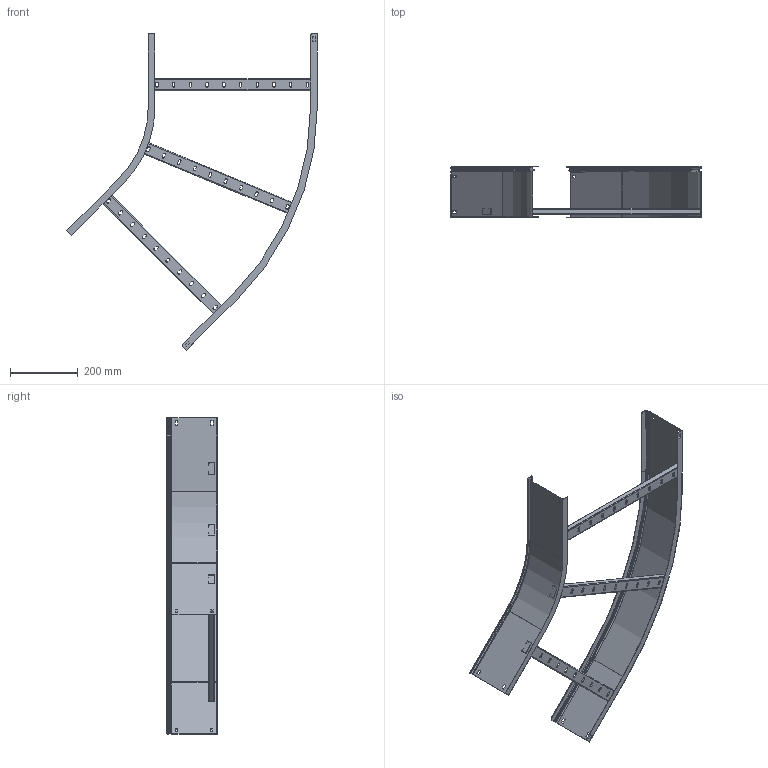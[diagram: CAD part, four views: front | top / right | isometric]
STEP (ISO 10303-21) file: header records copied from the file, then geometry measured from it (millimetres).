
FILE_DESCRIPTION (( 'STEP AP214' ), '1' );
FILE_NAME ('CKR04D-4--18.STEP', '2021-03-08T15:32:52', ( '' ), ( '' ), 'SwSTEP 2.0', 'SolidWorks 2017', '' );
FILE_SCHEMA (( 'AUTOMOTIVE_DESIGN' ));
Length unit declared in the file: millimetre
Products named in the file (4): 岓臍 195.07.01 呧翲歑鍙 摳賧禖嶱-03; CKR04D-4--18; ÊÈÂÀ 095.00.02 Ïëàíêà ïîïåðå÷íàÿ_-04; ÊÈÂÀ 195.07.02 Ëîíæåðîí îòâåòíûé_-24 150å500
Assembly tree (5 placements, depth 2):
  CKR04D-4--18
    岓臍 195.07.01 呧翲歑鍙 摳賧禖嶱-03
    ÊÈÂÀ 095.00.02 Ïëàíêà ïîïåðå÷íàÿ_-04  x3
    ÊÈÂÀ 195.07.02 Ëîíæåðîí îòâåòíûé_-24 150å500
Bounding box: 741.91 x 150 x 936.13 mm (x, y, z)
Volume: 539871.2 mm3; surface area: 910843 mm2
Topology: 5 solids, 5 shells, 441 faces, 1081 edges, 650 vertices
Faces by surface type: plane 290, cylinder 129, torus 14, cone 8
Entity records: 8353 total; most frequent: DIRECTION 1439, CARTESIAN_POINT 1392, ORIENTED_EDGE 1378, EDGE_CURVE 689, LINE 525, VECTOR 525, AXIS2_PLACEMENT_3D 457, VERTEX_POINT 410
